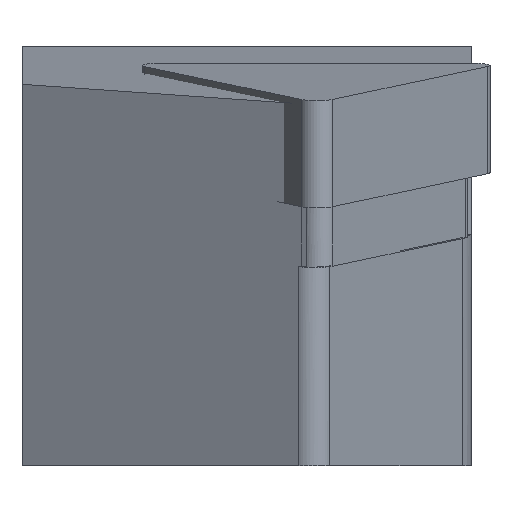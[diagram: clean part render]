
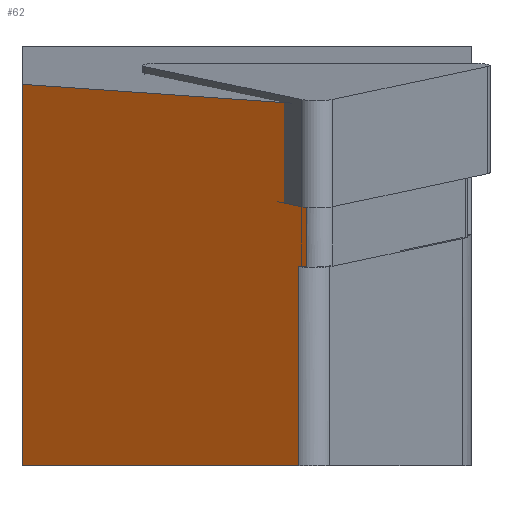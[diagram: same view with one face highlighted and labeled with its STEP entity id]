
A CAD part, left-side view. The second image highlights one B-rep face of the part: STEP entity #62.
In plain terms, the highlighted planar face has unit normal (-0.861, 0.497, -0.106).
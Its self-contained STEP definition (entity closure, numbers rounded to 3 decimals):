
#62=ADVANCED_FACE('',(#128),#97,.F.);
#97=PLANE('',#720);
#128=FACE_OUTER_BOUND('',#165,.T.);
#165=EDGE_LOOP('',(#372,#373,#374,#375,#376,#377));
#199=LINE('',#978,#271);
#205=LINE('',#991,#277);
#211=LINE('',#1007,#283);
#212=LINE('',#1012,#284);
#213=LINE('',#1013,#285);
#214=LINE('',#1015,#286);
#271=VECTOR('',#786,1.);
#277=VECTOR('',#794,1.);
#283=VECTOR('',#810,1.);
#284=VECTOR('',#817,1.);
#285=VECTOR('',#818,1.);
#286=VECTOR('',#819,1.);
#372=ORIENTED_EDGE('',*,*,#598,.F.);
#373=ORIENTED_EDGE('',*,*,#615,.T.);
#374=ORIENTED_EDGE('',*,*,#604,.F.);
#375=ORIENTED_EDGE('',*,*,#616,.F.);
#376=ORIENTED_EDGE('',*,*,#617,.F.);
#377=ORIENTED_EDGE('',*,*,#612,.F.);
#534=VERTEX_POINT('',#975);
#535=VERTEX_POINT('',#977);
#536=VERTEX_POINT('',#981);
#541=VERTEX_POINT('',#990);
#547=VERTEX_POINT('',#1008);
#548=VERTEX_POINT('',#1014);
#598=EDGE_CURVE('',#535,#534,#199,.T.);
#604=EDGE_CURVE('',#541,#536,#205,.T.);
#612=EDGE_CURVE('',#534,#547,#211,.T.);
#615=EDGE_CURVE('',#535,#536,#212,.T.);
#616=EDGE_CURVE('',#548,#541,#213,.T.);
#617=EDGE_CURVE('',#547,#548,#214,.T.);
#720=AXIS2_PLACEMENT_3D('',#1016,#820,#821);
#786=DIRECTION('',(0.493,0.868,0.061));
#794=DIRECTION('',(-0.493,-0.868,-0.061));
#810=DIRECTION('',(0.122,0.,-0.993));
#817=DIRECTION('',(-0.122,0.,0.993));
#818=DIRECTION('',(-0.122,0.,0.993));
#819=DIRECTION('',(0.5,0.866,0.));
#820=DIRECTION('',(0.861,-0.497,0.106));
#821=DIRECTION('',(0.5,0.866,0.));
#975=CARTESIAN_POINT('',(3.035,-12.191,-7.224));
#977=CARTESIAN_POINT('',(2.848,-12.52,-7.247));
#978=CARTESIAN_POINT('',(3.035,-12.191,-7.224));
#981=CARTESIAN_POINT('',(1.965,-12.52,-0.061));
#990=CARTESIAN_POINT('',(9.087,0.,0.813));
#991=CARTESIAN_POINT('',(2.153,-12.191,-0.038));
#1007=CARTESIAN_POINT('',(8.21,-12.191,-49.367));
#1008=CARTESIAN_POINT('',(4.113,-12.191,-16.));
#1012=CARTESIAN_POINT('',(8.022,-12.52,-49.39));
#1013=CARTESIAN_POINT('',(15.144,0.,-48.516));
#1014=CARTESIAN_POINT('',(11.151,0.,-16.));
#1015=CARTESIAN_POINT('',(5.137,-10.417,-16.));
#1016=CARTESIAN_POINT('',(8.21,-12.191,-49.367));
